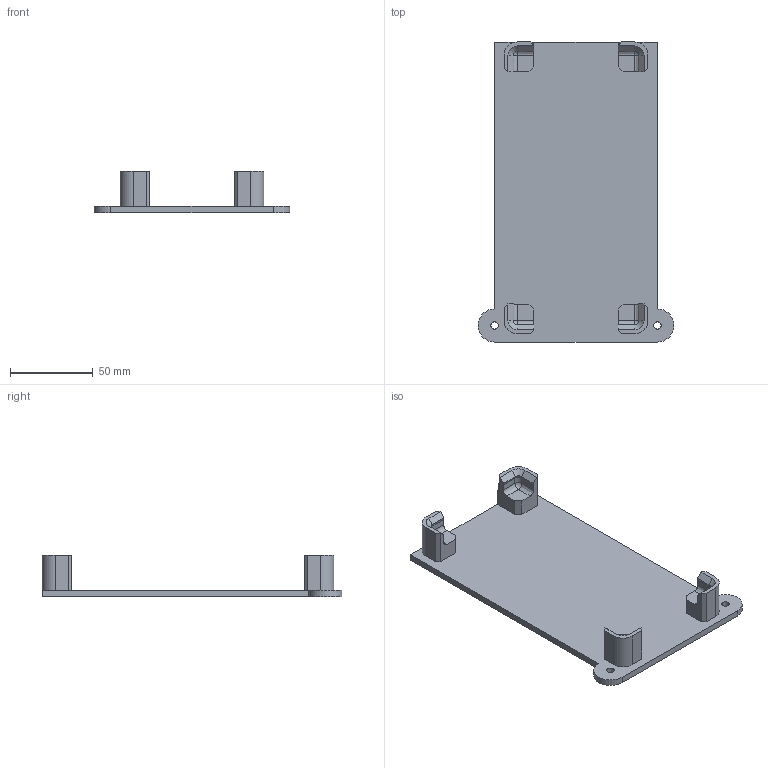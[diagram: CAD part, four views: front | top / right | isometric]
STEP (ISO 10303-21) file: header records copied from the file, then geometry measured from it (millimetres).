
FILE_DESCRIPTION(('FreeCAD Model'),'2;1');
FILE_NAME('Open CASCADE Shape Model','2025-03-19T21:06:51',(''),(''), 'Open CASCADE STEP processor 7.6','FreeCAD','Unknown');
FILE_SCHEMA(('AUTOMOTIVE_DESIGN { 1 0 10303 214 1 1 1 1 }'));
Length unit declared in the file: millimetre
Products named in the file (1): Holder
Bounding box: 118.63 x 181.7 x 25.23 mm (x, y, z)
Volume: 91038.5 mm3; surface area: 44117 mm2
Topology: 1 solids, 1 shells, 102 faces, 270 edges, 168 vertices
Faces by surface type: plane 62, cylinder 21, extrusion 7, cone 4, sphere 4, revolution 3, bspline 1
Full cylindrical faces by diameter (mm): 4.5 x2
Entity records: 6814 total; most frequent: CARTESIAN_POINT 1472, DIRECTION 995, VECTOR 705, LINE 698, ORIENTED_EDGE 532, PCURVE 532, DEFINITIONAL_REPRESENTATION 532, EDGE_CURVE 266
